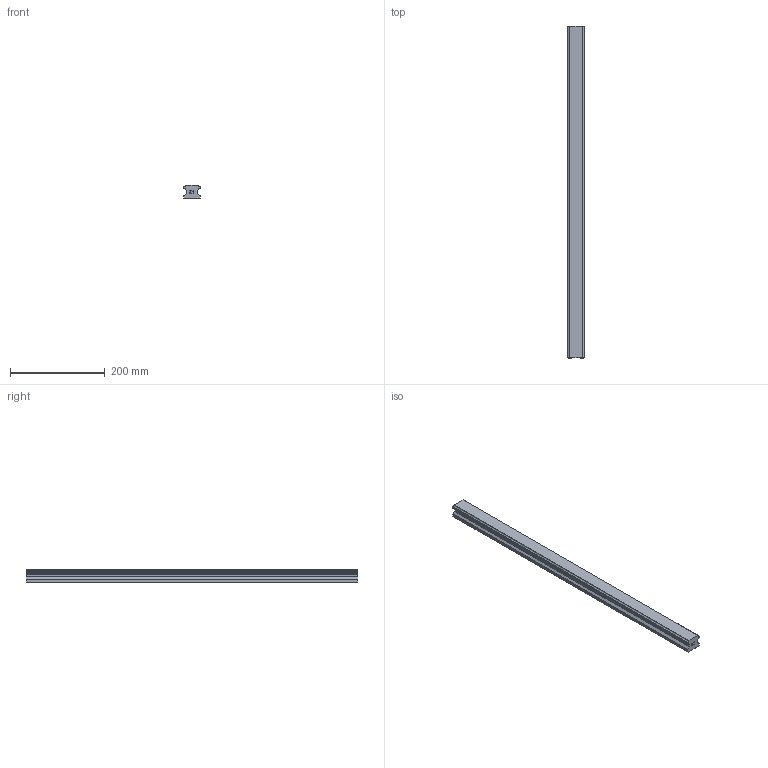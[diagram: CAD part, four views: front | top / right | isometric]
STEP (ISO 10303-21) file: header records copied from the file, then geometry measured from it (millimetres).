
FILE_DESCRIPTION(('STEP AP214'),'1');
FILE_NAME('cctmp_D7394230-6409-4A62-9CE7-0610FD22D1CD_2021_01_28_09_42_02_0887..stp','2021-01-28T08:42:02',('HIWIN GmbH'),('CADClick - www.CADClick.com'),'Spatial InterOp 3D',' ','unknown authorization');
FILE_SCHEMA(('AUTOMOTIVE_DESIGN'));
Length unit declared in the file: millimetre
Products named in the file (1): HGR35T700C_FILE
Bounding box: 34 x 700 x 29 mm (x, y, z)
Volume: 590268.9 mm3; surface area: 96220.4 mm2
Topology: 1 solids, 1 shells, 151 faces, 417 edges, 263 vertices
Faces by surface type: plane 93, cylinder 40, cone 18
Entity records: 5873 total; most frequent: CARTESIAN_POINT 814, ORIENTED_EDGE 798, DIRECTION 783, EDGE_CURVE 399, LINE 319, VECTOR 319, VERTEX_POINT 263, AXIS2_PLACEMENT_3D 232
